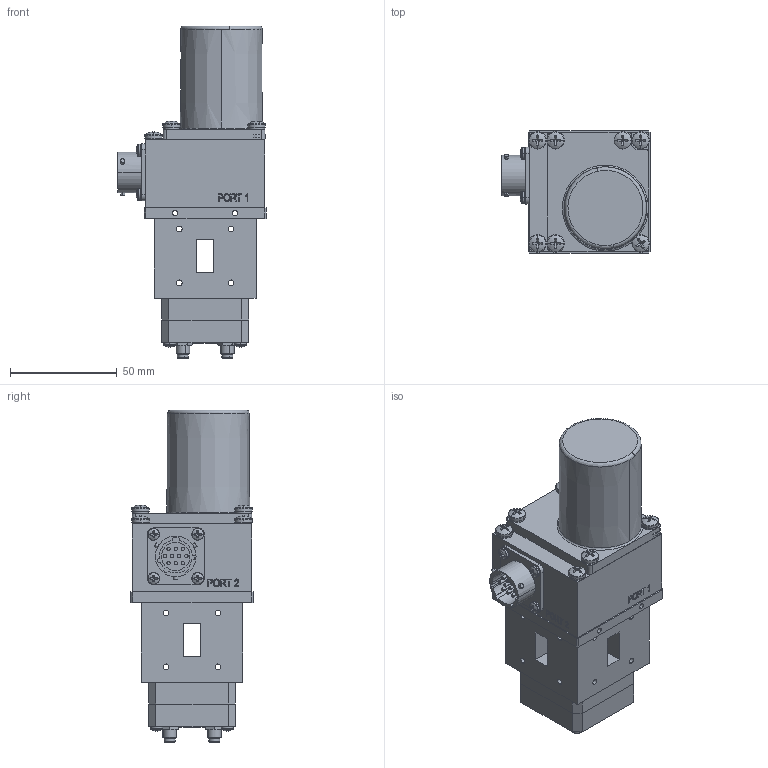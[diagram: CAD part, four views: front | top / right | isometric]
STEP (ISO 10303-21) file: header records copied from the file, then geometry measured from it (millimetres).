
FILE_DESCRIPTION (( 'STEP AP203' ), '1' );
FILE_NAME ('USAPS ASSY.STEP', '2012-11-29T15:46:56', ( '' ), ( '' ), 'SwSTEP 2.0', 'SolidWorks 2012', '' );
FILE_SCHEMA (( 'CONFIG_CONTROL_DESIGN' ));
Length unit declared in the file: inch
Products named in the file (1): USAPS ASSY
Bounding box: 69.44 x 57.15 x 155.37 mm (x, y, z)
Surface area: 48456 mm2 (no closed solid volume)
Topology: 0 solids, 50 shells, 800 faces, 2636 edges, 1866 vertices
Faces by surface type: plane 428, cylinder 194, bspline 72, cone 42, sphere 32, torus 32
Entity records: 37693 total; most frequent: CARTESIAN_POINT 15418, DIRECTION 4459, ORIENTED_EDGE 4180, EDGE_CURVE 2636, VERTEX_POINT 1866, AXIS2_PLACEMENT_3D 1614, VECTOR 1231, LINE 1231
